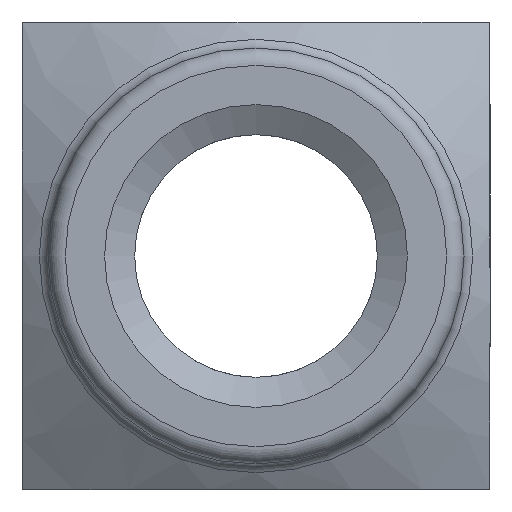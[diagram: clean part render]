
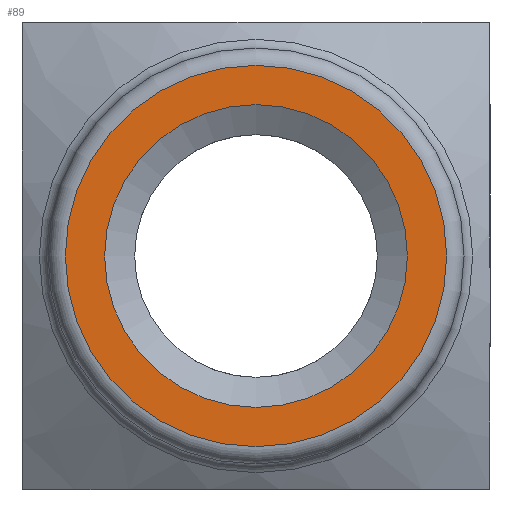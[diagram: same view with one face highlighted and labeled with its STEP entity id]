
A CAD part, front view. The second image highlights one B-rep face of the part: STEP entity #89.
In plain terms, the highlighted planar face has unit normal (0, -1, 0).
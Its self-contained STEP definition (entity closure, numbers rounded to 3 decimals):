
#53 = EDGE_LOOP ( 'NONE', ( #506 ) ) ;
#55 = DIRECTION ( 'NONE',  ( 1., 0., 0. ) ) ;
#89 = ADVANCED_FACE ( 'NONE', ( #833, #201 ), #889, .T. ) ;
#109 = EDGE_CURVE ( 'NONE', #202, #202, #655, .T. ) ;
#133 = EDGE_LOOP ( 'NONE', ( #412 ) ) ;
#201 = FACE_BOUND ( 'NONE', #53, .T. ) ;
#202 = VERTEX_POINT ( 'NONE', #614 ) ;
#219 = AXIS2_PLACEMENT_3D ( 'NONE', #476, #752, #264 ) ;
#264 = DIRECTION ( 'NONE',  ( 1., 0., 0. ) ) ;
#336 = CIRCLE ( 'NONE', #746, 11. ) ;
#378 = EDGE_CURVE ( 'NONE', #682, #682, #336, .T. ) ;
#401 = CARTESIAN_POINT ( 'NONE',  ( 0., -85., 0. ) ) ;
#412 = ORIENTED_EDGE ( 'NONE', *, *, #378, .T. ) ;
#413 = DIRECTION ( 'NONE',  ( 0., -1., 0. ) ) ;
#472 = CARTESIAN_POINT ( 'NONE',  ( 11., -85., 0. ) ) ;
#476 = CARTESIAN_POINT ( 'NONE',  ( 0., -85., 0. ) ) ;
#479 = AXIS2_PLACEMENT_3D ( 'NONE', #613, #677, #55 ) ;
#506 = ORIENTED_EDGE ( 'NONE', *, *, #109, .F. ) ;
#603 = DIRECTION ( 'NONE',  ( 1., 0., 0. ) ) ;
#613 = CARTESIAN_POINT ( 'NONE',  ( 0., -85., 0. ) ) ;
#614 = CARTESIAN_POINT ( 'NONE',  ( 8.732, -85., 0. ) ) ;
#655 = CIRCLE ( 'NONE', #479, 8.732 ) ;
#677 = DIRECTION ( 'NONE',  ( 0., -1., 0. ) ) ;
#682 = VERTEX_POINT ( 'NONE', #472 ) ;
#746 = AXIS2_PLACEMENT_3D ( 'NONE', #401, #413, #603 ) ;
#752 = DIRECTION ( 'NONE',  ( 0., -1., 0. ) ) ;
#833 = FACE_OUTER_BOUND ( 'NONE', #133, .T. ) ;
#889 = PLANE ( 'NONE',  #219 ) ;
